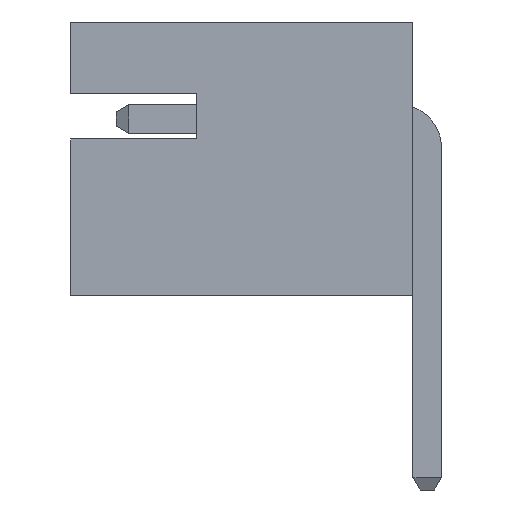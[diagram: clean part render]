
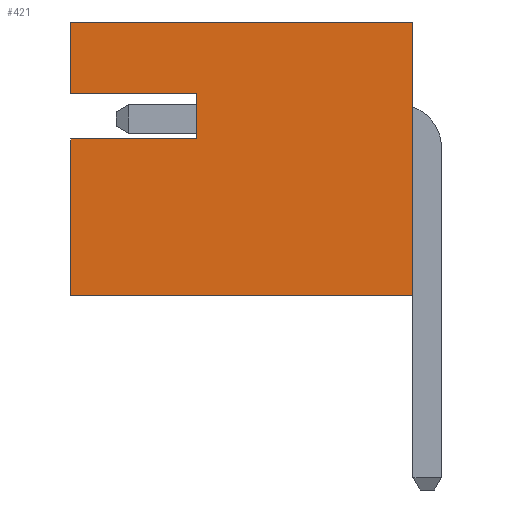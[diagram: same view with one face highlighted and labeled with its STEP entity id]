
A CAD part, left-side view. The second image highlights one B-rep face of the part: STEP entity #421.
In plain terms, the highlighted planar face has unit normal (-1, 0, 0).
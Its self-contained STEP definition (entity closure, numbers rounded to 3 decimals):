
#421=ADVANCED_FACE('',(#1040),#1042,.T.);
#1040=FACE_BOUND('',#1041,.T.);
#1041=EDGE_LOOP('',(#1546,#1547,#1548,#1549,#1550,#1551,#1552,#1553));
#1042=PLANE('',#1043);
#1043=AXIS2_PLACEMENT_3D('',#1044,#1045,#1046);
#1044=CARTESIAN_POINT('',(-8.,0.25,0.));
#1045=DIRECTION('',(-1.,0.,0.));
#1046=DIRECTION('',(0.,0.,1.));
#1546=ORIENTED_EDGE('',*,*,#1911,.T.);
#1547=ORIENTED_EDGE('',*,*,#1912,.T.);
#1548=ORIENTED_EDGE('',*,*,#1913,.F.);
#1549=ORIENTED_EDGE('',*,*,#1868,.F.);
#1550=ORIENTED_EDGE('',*,*,#1891,.T.);
#1551=ORIENTED_EDGE('',*,*,#1904,.T.);
#1552=ORIENTED_EDGE('',*,*,#1914,.F.);
#1553=ORIENTED_EDGE('',*,*,#1915,.T.);
#1868=EDGE_CURVE('',#2104,#2106,#2107,.T.);
#1891=EDGE_CURVE('',#2104,#2140,#2142,.T.);
#1904=EDGE_CURVE('',#2140,#2165,#2167,.T.);
#1911=EDGE_CURVE('',#2178,#2179,#2180,.F.);
#1912=EDGE_CURVE('',#2179,#2181,#2182,.F.);
#1913=EDGE_CURVE('',#2106,#2181,#2183,.T.);
#1914=EDGE_CURVE('',#2184,#2165,#2185,.T.);
#1915=EDGE_CURVE('',#2184,#2178,#2186,.F.);
#2104=VERTEX_POINT('',#2515);
#2106=VERTEX_POINT('',#2519);
#2107=LINE('',#2520,#2521);
#2140=VERTEX_POINT('',#2597);
#2142=LINE('',#2601,#2602);
#2165=VERTEX_POINT('',#2648);
#2167=LINE('',#2652,#2653);
#2178=VERTEX_POINT('',#2677);
#2179=VERTEX_POINT('',#2678);
#2180=LINE('',#2679,#2680);
#2181=VERTEX_POINT('',#2682);
#2182=LINE('',#2683,#2684);
#2183=LINE('',#2686,#2687);
#2184=VERTEX_POINT('',#2689);
#2185=LINE('',#2690,#2691);
#2186=LINE('',#2693,#2694);
#2515=CARTESIAN_POINT('',(-8.,0.25,0.));
#2519=CARTESIAN_POINT('',(-8.,6.25,0.));
#2520=CARTESIAN_POINT('',(-8.,0.25,0.));
#2521=VECTOR('',#2522,1.);
#2522=DIRECTION('',(0.,1.,0.));
#2597=CARTESIAN_POINT('',(-8.,0.25,4.8));
#2601=CARTESIAN_POINT('',(-8.,0.25,0.));
#2602=VECTOR('',#2603,1.);
#2603=DIRECTION('',(0.,0.,1.));
#2648=CARTESIAN_POINT('',(-8.,6.25,4.8));
#2652=CARTESIAN_POINT('',(-8.,0.25,4.8));
#2653=VECTOR('',#2654,1.);
#2654=DIRECTION('',(0.,1.,0.));
#2677=CARTESIAN_POINT('',(-8.,4.05,3.55));
#2678=CARTESIAN_POINT('',(-8.,4.05,2.75));
#2679=CARTESIAN_POINT('',(-8.,4.05,2.75));
#2680=VECTOR('',#2681,1.);
#2681=DIRECTION('',(0.,0.,1.));
#2682=CARTESIAN_POINT('',(-8.,6.25,2.75));
#2683=CARTESIAN_POINT('',(-8.,6.25,2.75));
#2684=VECTOR('',#2685,1.);
#2685=DIRECTION('',(0.,-1.,0.));
#2686=CARTESIAN_POINT('',(-8.,6.25,0.));
#2687=VECTOR('',#2688,1.);
#2688=DIRECTION('',(0.,0.,1.));
#2689=CARTESIAN_POINT('',(-8.,6.25,3.55));
#2690=CARTESIAN_POINT('',(-8.,6.25,3.55));
#2691=VECTOR('',#2692,1.);
#2692=DIRECTION('',(0.,0.,1.));
#2693=CARTESIAN_POINT('',(-8.,4.05,3.55));
#2694=VECTOR('',#2695,1.);
#2695=DIRECTION('',(0.,1.,0.));
